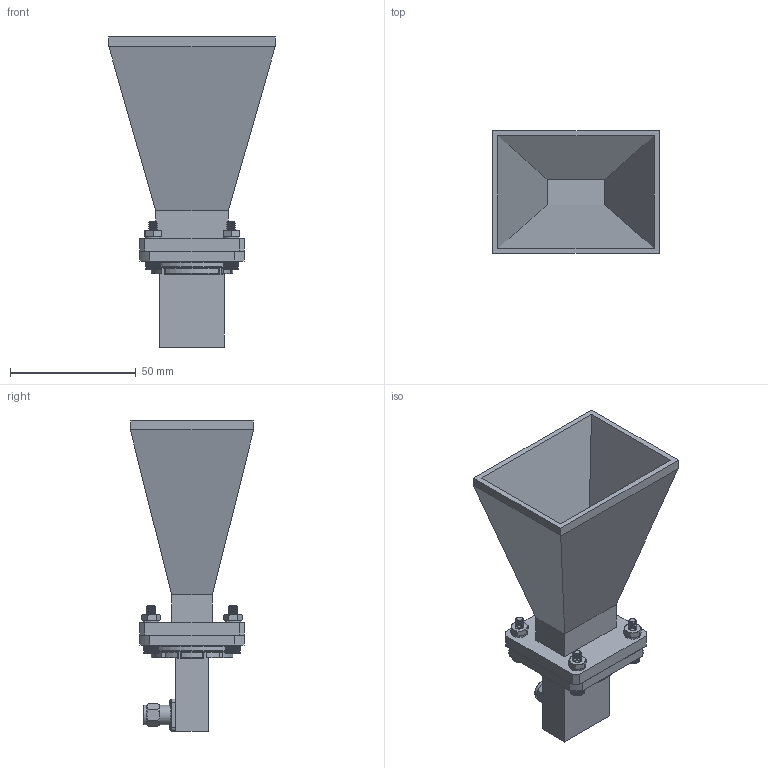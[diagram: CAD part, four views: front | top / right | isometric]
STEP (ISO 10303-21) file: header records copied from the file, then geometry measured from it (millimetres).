
FILE_DESCRIPTION (( 'STEP AP214' ), '1' );
FILE_NAME ('FMWAN090-15SM_3D.STEP', '2021-11-16T16:43:44', ( '' ), ( '' ), 'SwSTEP 2.0', 'SolidWorks 2021', '' );
FILE_SCHEMA (( 'AUTOMOTIVE_DESIGN' ));
Length unit declared in the file: inch
Products named in the file (8): FMWAN090-15SM_3D; Copy of SMA MALE^PEWCA1030; Copy of PEWCA10230^PEWCA1030; 6-LW; PEWCA1030; 6-32SH-HXx.625_92196A150; 6-32HN-NARROW_90730A007; PEWAN090-15
Assembly tree (16 placements, depth 3):
  FMWAN090-15SM_3D
    6-32HN-NARROW_90730A007  x4
    6-32SH-HXx.625_92196A150  x4
    6-LW  x4
    PEWCA1030
      Copy of PEWCA10230^PEWCA1030
      Copy of SMA MALE^PEWCA1030
    PEWAN090-15
Bounding box: 66.19 x 48.76 x 123.1 mm (x, y, z)
Volume: 59550 mm3; surface area: 40213.4 mm2
Topology: 19 solids, 19 shells, 1450 faces, 3489 edges, 2061 vertices
Faces by surface type: plane 749, cone 333, cylinder 239, bspline 117, torus 8, sphere 4
Full cylindrical faces by diameter (mm): 0.94 x1, 1.016 x1, 2.946 x4, 4.064 x1, 4.3 x4, 4.305 x4, 6.35 x2, 7.772 x2, 35.51 x1
Entity records: 40827 total; most frequent: CARTESIAN_POINT 18299, ORIENTED_EDGE 3578, DIRECTION 2842, EDGE_CURVE 1789, VERTEX_POINT 1119, AXIS2_PLACEMENT_3D 1064, EDGE_LOOP 824, FACE_OUTER_BOUND 778
